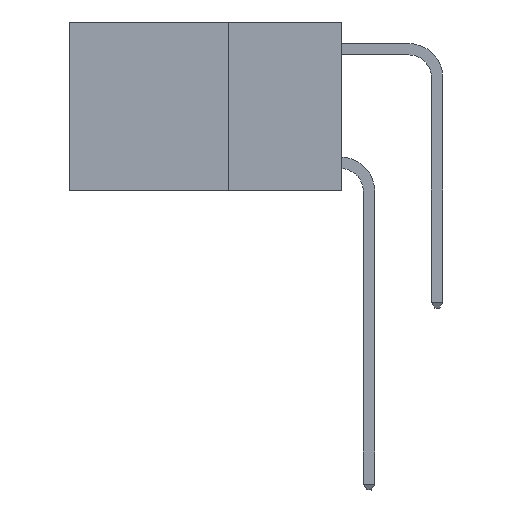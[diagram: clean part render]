
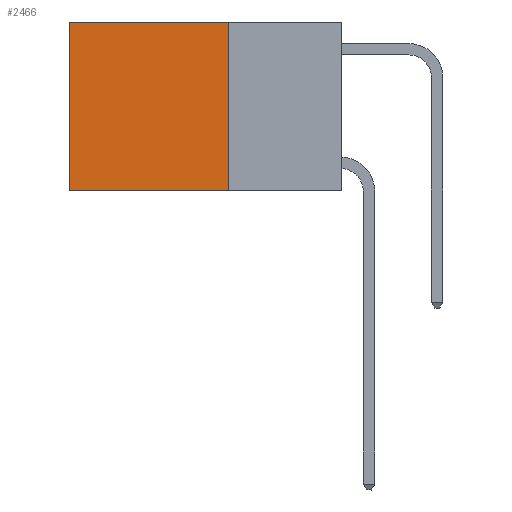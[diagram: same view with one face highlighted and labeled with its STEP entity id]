
A CAD part, left-side view. The second image highlights one B-rep face of the part: STEP entity #2466.
In plain terms, the highlighted planar face has unit normal (-1, 0, 0).
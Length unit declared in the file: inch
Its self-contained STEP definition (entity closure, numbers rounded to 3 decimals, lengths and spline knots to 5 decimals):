
#353 = VERTEX_POINT ( 'NONE', #16987 ) ;
#761 = ORIENTED_EDGE ( 'NONE', *, *, #12496, .F. ) ;
#2466 = ADVANCED_FACE ( 'NONE', ( #4816 ), #16335, .F. ) ;
#4816 = FACE_OUTER_BOUND ( 'NONE', #12284, .T. ) ;
#4867 = DIRECTION ( 'NONE',  ( 0., 0., -1. ) ) ;
#5470 = EDGE_CURVE ( 'NONE', #353, #8485, #18810, .T. ) ;
#5633 = CARTESIAN_POINT ( 'NONE',  ( 0.2625, 0.25, 0. ) ) ;
#5790 = VERTEX_POINT ( 'NONE', #5633 ) ;
#6622 = VERTEX_POINT ( 'NONE', #21902 ) ;
#7426 = CARTESIAN_POINT ( 'NONE',  ( 0.2625, 0.25, 0. ) ) ;
#7633 = DIRECTION ( 'NONE',  ( 0., 0., -1. ) ) ;
#8152 = CARTESIAN_POINT ( 'NONE',  ( 0.2625, 0.25, -0.37 ) ) ;
#8485 = VERTEX_POINT ( 'NONE', #13548 ) ;
#9217 = DIRECTION ( 'NONE',  ( 0., 0., -1. ) ) ;
#11645 = ORIENTED_EDGE ( 'NONE', *, *, #5470, .T. ) ;
#12284 = EDGE_LOOP ( 'NONE', ( #11645, #15277, #761, #14144 ) ) ;
#12496 = EDGE_CURVE ( 'NONE', #5790, #6622, #19637, .T. ) ;
#13548 = CARTESIAN_POINT ( 'NONE',  ( 0.2625, 0.6, -0.37 ) ) ;
#13737 = LINE ( 'NONE', #19430, #22551 ) ;
#13776 = CARTESIAN_POINT ( 'NONE',  ( 0.2625, 0.6, 0. ) ) ;
#14144 = ORIENTED_EDGE ( 'NONE', *, *, #15527, .T. ) ;
#15277 = ORIENTED_EDGE ( 'NONE', *, *, #15319, .F. ) ;
#15319 = EDGE_CURVE ( 'NONE', #6622, #8485, #22826, .T. ) ;
#15527 = EDGE_CURVE ( 'NONE', #5790, #353, #13737, .T. ) ;
#16335 = PLANE ( 'NONE',  #22723 ) ;
#16987 = CARTESIAN_POINT ( 'NONE',  ( 0.2625, 0.6, 0. ) ) ;
#17600 = VECTOR ( 'NONE', #20592, 39.37008 ) ;
#18240 = VECTOR ( 'NONE', #4867, 39.37008 ) ;
#18296 = CARTESIAN_POINT ( 'NONE',  ( 0.2625, 0.25, 0. ) ) ;
#18810 = LINE ( 'NONE', #13776, #18240 ) ;
#19430 = CARTESIAN_POINT ( 'NONE',  ( 0.2625, 0.25, 0. ) ) ;
#19637 = LINE ( 'NONE', #18296, #20193 ) ;
#19879 = DIRECTION ( 'NONE',  ( 1., 0., 0. ) ) ;
#20193 = VECTOR ( 'NONE', #7633, 39.37008 ) ;
#20592 = DIRECTION ( 'NONE',  ( 0., 1., 0. ) ) ;
#21187 = DIRECTION ( 'NONE',  ( 0., 1., 0. ) ) ;
#21902 = CARTESIAN_POINT ( 'NONE',  ( 0.2625, 0.25, -0.37 ) ) ;
#22551 = VECTOR ( 'NONE', #21187, 39.37008 ) ;
#22723 = AXIS2_PLACEMENT_3D ( 'NONE', #7426, #19879, #9217 ) ;
#22826 = LINE ( 'NONE', #8152, #17600 ) ;
